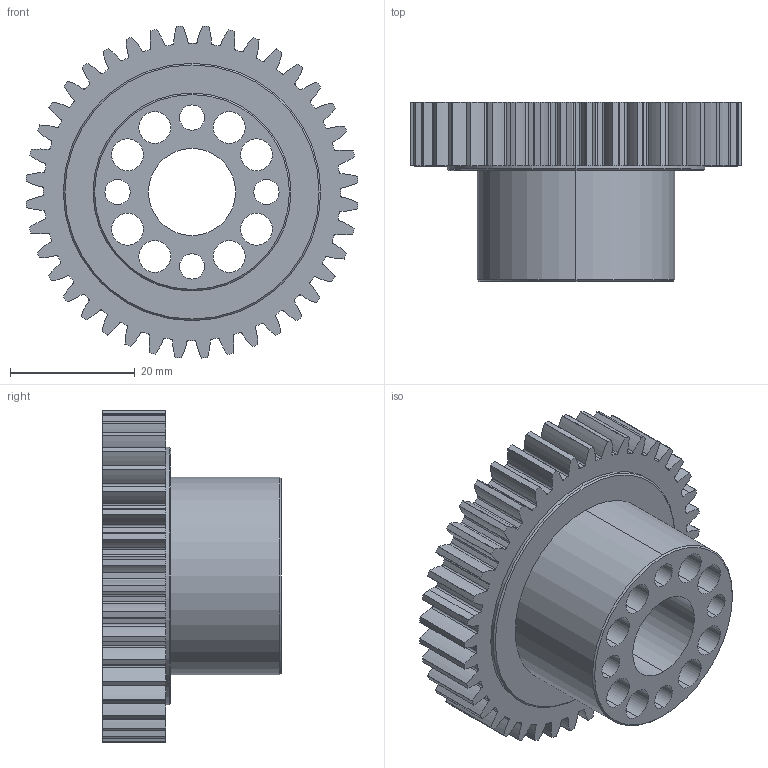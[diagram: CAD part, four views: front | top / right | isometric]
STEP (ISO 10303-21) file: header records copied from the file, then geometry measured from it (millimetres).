
FILE_DESCRIPTION (( 'STEP AP203' ), '1' );
FILE_NAME ('am-3013a 40T Sleeve Gear.STEP', '2018-10-11T14:53:26', ( '' ), ( '' ), 'SwSTEP 2.0', 'SolidWorks 2018', '' );
FILE_SCHEMA (( 'CONFIG_CONTROL_DESIGN' ));
Length unit declared in the file: inch
Products named in the file (1): am-3013a 40T Sleeve Gear
Bounding box: 53.25 x 28.7 x 53.25 mm (x, y, z)
Volume: 19040.2 mm3; surface area: 16486.2 mm2
Topology: 1 solids, 1 shells, 408 faces, 1195 edges, 794 vertices
Faces by surface type: cylinder 393, cone 8, plane 7
Entity records: 14160 total; most frequent: DIRECTION 2807, CARTESIAN_POINT 2398, ORIENTED_EDGE 2390, AXIS2_PLACEMENT_3D 1203, EDGE_CURVE 1195, CIRCLE 794, VERTEX_POINT 794, EDGE_LOOP 439
